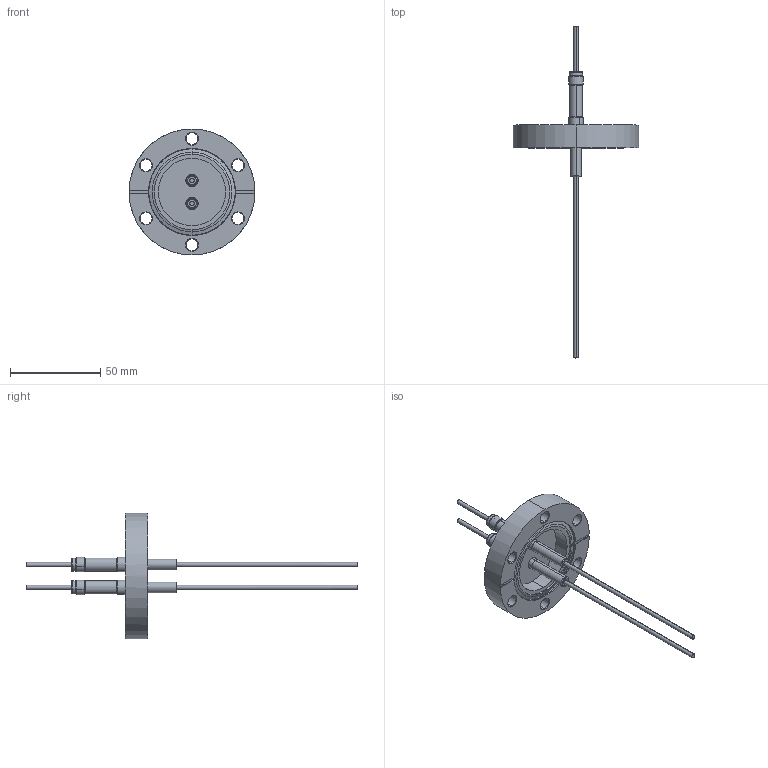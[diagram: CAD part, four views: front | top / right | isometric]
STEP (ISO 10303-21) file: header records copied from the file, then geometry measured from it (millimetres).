
FILE_DESCRIPTION (( 'STEP AP203' ), '1' );
FILE_NAME ('A0044-1-CF.STEP', '2013-06-10T12:29:21', ( '' ), ( '' ), 'SwSTEP 2.0', 'SolidWorks 2012', '' );
FILE_SCHEMA (( 'CONFIG_CONTROL_DESIGN' ));
Length unit declared in the file: inch
Products named in the file (1): A0044-1-CF
Bounding box: 69.85 x 184.15 x 69.85 mm (x, y, z)
Volume: 39411.5 mm3; surface area: 19460.4 mm2
Topology: 1 solids, 1 shells, 184 faces, 400 edges, 236 vertices
Faces by surface type: cylinder 86, cone 58, plane 28, torus 12
Entity records: 5131 total; most frequent: DIRECTION 1010, CARTESIAN_POINT 821, ORIENTED_EDGE 800, AXIS2_PLACEMENT_3D 425, EDGE_CURVE 400, CIRCLE 240, VERTEX_POINT 236, EDGE_LOOP 214
